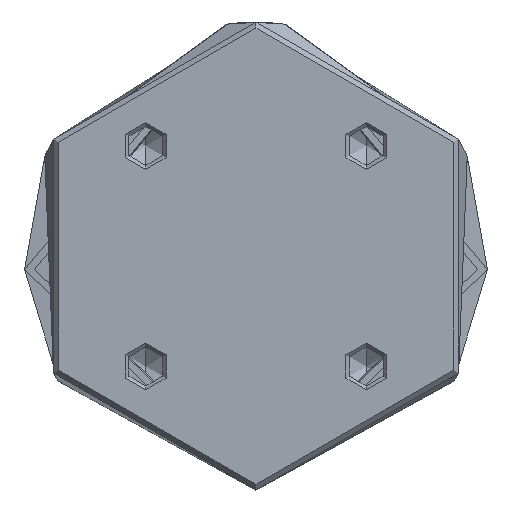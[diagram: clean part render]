
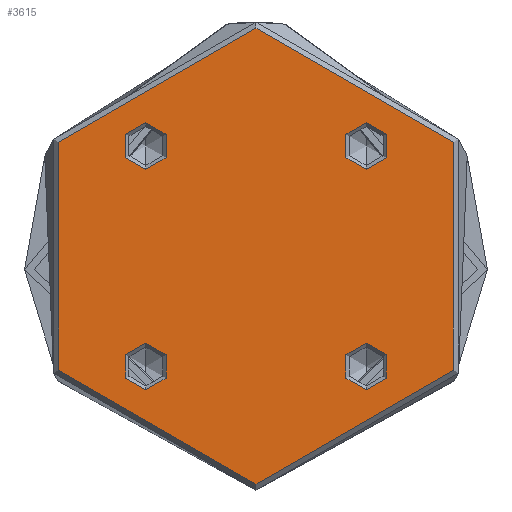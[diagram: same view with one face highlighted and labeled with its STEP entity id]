
A CAD part, front view. The second image highlights one B-rep face of the part: STEP entity #3615.
In plain terms, the highlighted face is planar.
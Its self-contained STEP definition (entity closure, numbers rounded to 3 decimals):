
#371 = ORIENTED_EDGE ( 'NONE', *, *, #2900, .T. ) ;
#486 = CARTESIAN_POINT ( 'NONE',  ( 34.284, 28.284, 0. ) ) ;
#517 = ORIENTED_EDGE ( 'NONE', *, *, #7989, .F. ) ;
#586 = ORIENTED_EDGE ( 'NONE', *, *, #5566, .F. ) ;
#595 = CARTESIAN_POINT ( 'NONE',  ( -22.284, 28.284, 0. ) ) ;
#623 = CARTESIAN_POINT ( 'NONE',  ( 0., 0., 0. ) ) ;
#659 = FACE_BOUND ( 'NONE', #4032, .T. ) ;
#934 = AXIS2_PLACEMENT_3D ( 'NONE', #4621, #4650, #4683 ) ;
#1104 = DIRECTION ( 'NONE',  ( 0., 0., 1. ) ) ;
#1154 = AXIS2_PLACEMENT_3D ( 'NONE', #3550, #7804, #4167 ) ;
#1267 = DIRECTION ( 'NONE',  ( 1., 0., 0. ) ) ;
#1316 = AXIS2_PLACEMENT_3D ( 'NONE', #5272, #5219, #5193 ) ;
#1597 = CARTESIAN_POINT ( 'NONE',  ( 34.284, -28.284, 0. ) ) ;
#1667 = EDGE_CURVE ( 'NONE', #6658, #3096, #6195, .T. ) ;
#1696 = EDGE_LOOP ( 'NONE', ( #7712, #7588 ) ) ;
#1835 = CARTESIAN_POINT ( 'NONE',  ( 28.284, -28.284, 0. ) ) ;
#2021 = AXIS2_PLACEMENT_3D ( 'NONE', #4860, #1104, #5487 ) ;
#2060 = CARTESIAN_POINT ( 'NONE',  ( -34.284, -28.284, 0. ) ) ;
#2140 = FACE_OUTER_BOUND ( 'NONE', #1696, .T. ) ;
#2292 = VERTEX_POINT ( 'NONE', #2303 ) ;
#2303 = CARTESIAN_POINT ( 'NONE',  ( -34.284, 28.284, 0. ) ) ;
#2317 = CARTESIAN_POINT ( 'NONE',  ( -28.284, 28.284, 0. ) ) ;
#2439 = CIRCLE ( 'NONE', #1154, 6. ) ;
#2451 = DIRECTION ( 'NONE',  ( 1., 0., 0. ) ) ;
#2500 = CIRCLE ( 'NONE', #4001, 6. ) ;
#2525 = CIRCLE ( 'NONE', #7116, 6. ) ;
#2757 = EDGE_CURVE ( 'NONE', #4488, #4989, #5517, .T. ) ;
#2777 = CARTESIAN_POINT ( 'NONE',  ( -58.5, 0., 0. ) ) ;
#2900 = EDGE_CURVE ( 'NONE', #7077, #6219, #4937, .T. ) ;
#2980 = DIRECTION ( 'NONE',  ( -1., 0., 0. ) ) ;
#3096 = VERTEX_POINT ( 'NONE', #486 ) ;
#3174 = ORIENTED_EDGE ( 'NONE', *, *, #1667, .F. ) ;
#3326 = CARTESIAN_POINT ( 'NONE',  ( -28.284, -28.284, 0. ) ) ;
#3387 = CARTESIAN_POINT ( 'NONE',  ( 0., 0., 0. ) ) ;
#3513 = CIRCLE ( 'NONE', #7615, 6. ) ;
#3550 = CARTESIAN_POINT ( 'NONE',  ( -28.284, 28.284, 0. ) ) ;
#3615 = ADVANCED_FACE ( 'NONE', ( #4010, #3810, #659, #7076, #2140 ), #6403, .F. ) ;
#3810 = FACE_BOUND ( 'NONE', #8051, .T. ) ;
#3815 = AXIS2_PLACEMENT_3D ( 'NONE', #623, #5028, #1267 ) ;
#3921 = EDGE_LOOP ( 'NONE', ( #586, #3174 ) ) ;
#3937 = DIRECTION ( 'NONE',  ( -1., 0., 0. ) ) ;
#4001 = AXIS2_PLACEMENT_3D ( 'NONE', #2317, #6680, #2980 ) ;
#4003 = DIRECTION ( 'NONE',  ( 1., 0., 0. ) ) ;
#4010 = FACE_BOUND ( 'NONE', #5764, .T. ) ;
#4032 = EDGE_LOOP ( 'NONE', ( #371, #5828 ) ) ;
#4167 = DIRECTION ( 'NONE',  ( -1., 0., 0. ) ) ;
#4218 = CIRCLE ( 'NONE', #2021, 6. ) ;
#4318 = CIRCLE ( 'NONE', #3815, 58.5 ) ;
#4472 = ORIENTED_EDGE ( 'NONE', *, *, #7717, .T. ) ;
#4488 = VERTEX_POINT ( 'NONE', #2060 ) ;
#4583 = VERTEX_POINT ( 'NONE', #5364 ) ;
#4621 = CARTESIAN_POINT ( 'NONE',  ( 28.284, 28.284, 0. ) ) ;
#4650 = DIRECTION ( 'NONE',  ( 0., 0., 1. ) ) ;
#4683 = DIRECTION ( 'NONE',  ( 1., 0., 0. ) ) ;
#4860 = CARTESIAN_POINT ( 'NONE',  ( 28.284, 28.284, 0. ) ) ;
#4937 = CIRCLE ( 'NONE', #5220, 6. ) ;
#4989 = VERTEX_POINT ( 'NONE', #6275 ) ;
#5015 = CARTESIAN_POINT ( 'NONE',  ( 22.284, -28.284, 0. ) ) ;
#5028 = DIRECTION ( 'NONE',  ( 0., 0., 1. ) ) ;
#5145 = EDGE_CURVE ( 'NONE', #4583, #7004, #5657, .T. ) ;
#5193 = DIRECTION ( 'NONE',  ( -1., 0., 0. ) ) ;
#5219 = DIRECTION ( 'NONE',  ( 0., 0., -1. ) ) ;
#5220 = AXIS2_PLACEMENT_3D ( 'NONE', #6069, #5715, #6153 ) ;
#5272 = CARTESIAN_POINT ( 'NONE',  ( 0., 0., 0. ) ) ;
#5364 = CARTESIAN_POINT ( 'NONE',  ( 58.5, 0., 0. ) ) ;
#5412 = EDGE_CURVE ( 'NONE', #5713, #2292, #2439, .T. ) ;
#5458 = ORIENTED_EDGE ( 'NONE', *, *, #2757, .F. ) ;
#5487 = DIRECTION ( 'NONE',  ( 1., 0., 0. ) ) ;
#5489 = AXIS2_PLACEMENT_3D ( 'NONE', #5950, #7085, #7668 ) ;
#5516 = EDGE_CURVE ( 'NONE', #6219, #7077, #2525, .T. ) ;
#5517 = CIRCLE ( 'NONE', #5489, 6. ) ;
#5560 = ORIENTED_EDGE ( 'NONE', *, *, #5412, .T. ) ;
#5566 = EDGE_CURVE ( 'NONE', #3096, #6658, #4218, .T. ) ;
#5657 = CIRCLE ( 'NONE', #6689, 58.5 ) ;
#5709 = EDGE_CURVE ( 'NONE', #7004, #4583, #4318, .T. ) ;
#5713 = VERTEX_POINT ( 'NONE', #595 ) ;
#5715 = DIRECTION ( 'NONE',  ( 0., 0., -1. ) ) ;
#5764 = EDGE_LOOP ( 'NONE', ( #5458, #517 ) ) ;
#5828 = ORIENTED_EDGE ( 'NONE', *, *, #5516, .T. ) ;
#5950 = CARTESIAN_POINT ( 'NONE',  ( -28.284, -28.284, 0. ) ) ;
#6069 = CARTESIAN_POINT ( 'NONE',  ( 28.284, -28.284, 0. ) ) ;
#6153 = DIRECTION ( 'NONE',  ( 1., 0., 0. ) ) ;
#6185 = DIRECTION ( 'NONE',  ( 0., 0., -1. ) ) ;
#6195 = CIRCLE ( 'NONE', #934, 6. ) ;
#6219 = VERTEX_POINT ( 'NONE', #5015 ) ;
#6275 = CARTESIAN_POINT ( 'NONE',  ( -22.284, -28.284, 0. ) ) ;
#6403 = PLANE ( 'NONE',  #1316 ) ;
#6658 = VERTEX_POINT ( 'NONE', #7446 ) ;
#6680 = DIRECTION ( 'NONE',  ( 0., 0., -1. ) ) ;
#6689 = AXIS2_PLACEMENT_3D ( 'NONE', #3387, #7646, #4003 ) ;
#7004 = VERTEX_POINT ( 'NONE', #2777 ) ;
#7076 = FACE_BOUND ( 'NONE', #3921, .T. ) ;
#7077 = VERTEX_POINT ( 'NONE', #1597 ) ;
#7085 = DIRECTION ( 'NONE',  ( 0., 0., 1. ) ) ;
#7116 = AXIS2_PLACEMENT_3D ( 'NONE', #1835, #6185, #2451 ) ;
#7446 = CARTESIAN_POINT ( 'NONE',  ( 22.284, 28.284, 0. ) ) ;
#7581 = DIRECTION ( 'NONE',  ( 0., 0., 1. ) ) ;
#7588 = ORIENTED_EDGE ( 'NONE', *, *, #5145, .T. ) ;
#7615 = AXIS2_PLACEMENT_3D ( 'NONE', #3326, #7581, #3937 ) ;
#7646 = DIRECTION ( 'NONE',  ( 0., 0., 1. ) ) ;
#7668 = DIRECTION ( 'NONE',  ( -1., 0., 0. ) ) ;
#7712 = ORIENTED_EDGE ( 'NONE', *, *, #5709, .T. ) ;
#7717 = EDGE_CURVE ( 'NONE', #2292, #5713, #2500, .T. ) ;
#7804 = DIRECTION ( 'NONE',  ( 0., 0., -1. ) ) ;
#7989 = EDGE_CURVE ( 'NONE', #4989, #4488, #3513, .T. ) ;
#8051 = EDGE_LOOP ( 'NONE', ( #4472, #5560 ) ) ;
